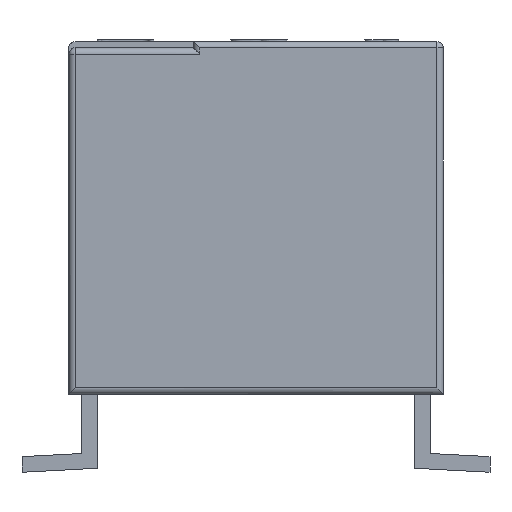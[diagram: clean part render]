
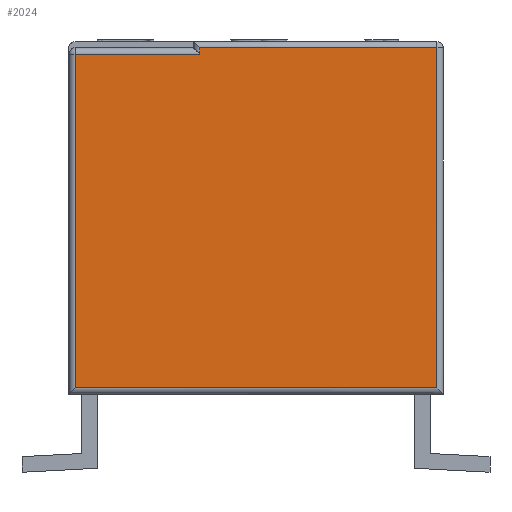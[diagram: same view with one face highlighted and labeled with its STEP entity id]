
A CAD part, left-side view. The second image highlights one B-rep face of the part: STEP entity #2024.
In plain terms, the highlighted planar face has unit normal (-1, 0, 0).
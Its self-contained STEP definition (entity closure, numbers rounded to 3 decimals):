
#2024=ADVANCED_FACE('',(#3661),#3663,.T.);
#3661=FACE_BOUND('',#3662,.T.);
#3662=EDGE_LOOP('',(#5841,#5842,#5843,#5844,#5845,#5846));
#3663=PLANE('',#3664);
#3664=AXIS2_PLACEMENT_3D('',#3665,#3666,#3667);
#3665=CARTESIAN_POINT('',(-5.,3.,1.25));
#3666=DIRECTION('',(-1.,0.,0.));
#3667=DIRECTION('',(0.,-1.,0.));
#5841=ORIENTED_EDGE('',*,*,#6827,.F.);
#5842=ORIENTED_EDGE('',*,*,#6828,.T.);
#5843=ORIENTED_EDGE('',*,*,#6829,.T.);
#5844=ORIENTED_EDGE('',*,*,#6809,.F.);
#5845=ORIENTED_EDGE('',*,*,#6830,.T.);
#5846=ORIENTED_EDGE('',*,*,#6831,.T.);
#6809=EDGE_CURVE('',#8012,#8013,#8014,.T.);
#6827=EDGE_CURVE('',#8042,#8043,#8044,.T.);
#6828=EDGE_CURVE('',#8042,#8045,#8046,.T.);
#6829=EDGE_CURVE('',#8045,#8013,#8047,.T.);
#6830=EDGE_CURVE('',#8012,#8048,#8049,.F.);
#6831=EDGE_CURVE('',#8048,#8043,#8050,.T.);
#8012=VERTEX_POINT('',#10547);
#8013=VERTEX_POINT('',#10548);
#8014=LINE('',#10549,#10550);
#8042=VERTEX_POINT('',#10622);
#8043=VERTEX_POINT('',#10623);
#8044=LINE('',#10624,#10625);
#8045=VERTEX_POINT('',#10627);
#8046=LINE('',#10628,#10629);
#8047=LINE('',#10631,#10632);
#8048=VERTEX_POINT('',#10634);
#8049=LINE('',#10635,#10636);
#8050=LINE('',#10638,#10639);
#10547=CARTESIAN_POINT('',(-5.,0.9,6.8));
#10548=CARTESIAN_POINT('',(-5.,-2.9,6.8));
#10549=CARTESIAN_POINT('',(-5.,0.9,6.8));
#10550=VECTOR('',#10551,1.);
#10551=DIRECTION('',(0.,-1.,0.));
#10622=CARTESIAN_POINT('',(-5.,2.9,1.35));
#10623=CARTESIAN_POINT('',(-5.,2.9,6.7));
#10624=CARTESIAN_POINT('',(-5.,2.9,1.35));
#10625=VECTOR('',#10626,1.);
#10626=DIRECTION('',(0.,0.,1.));
#10627=CARTESIAN_POINT('',(-5.,-2.9,1.35));
#10628=CARTESIAN_POINT('',(-5.,2.9,1.35));
#10629=VECTOR('',#10630,1.);
#10630=DIRECTION('',(0.,-1.,0.));
#10631=CARTESIAN_POINT('',(-5.,-2.9,1.35));
#10632=VECTOR('',#10633,1.);
#10633=DIRECTION('',(0.,0.,1.));
#10634=CARTESIAN_POINT('',(-5.,0.9,6.7));
#10635=CARTESIAN_POINT('',(-5.,0.9,6.7));
#10636=VECTOR('',#10637,1.);
#10637=DIRECTION('',(0.,0.,1.));
#10638=CARTESIAN_POINT('',(-5.,0.9,6.7));
#10639=VECTOR('',#10640,1.);
#10640=DIRECTION('',(0.,1.,0.));
